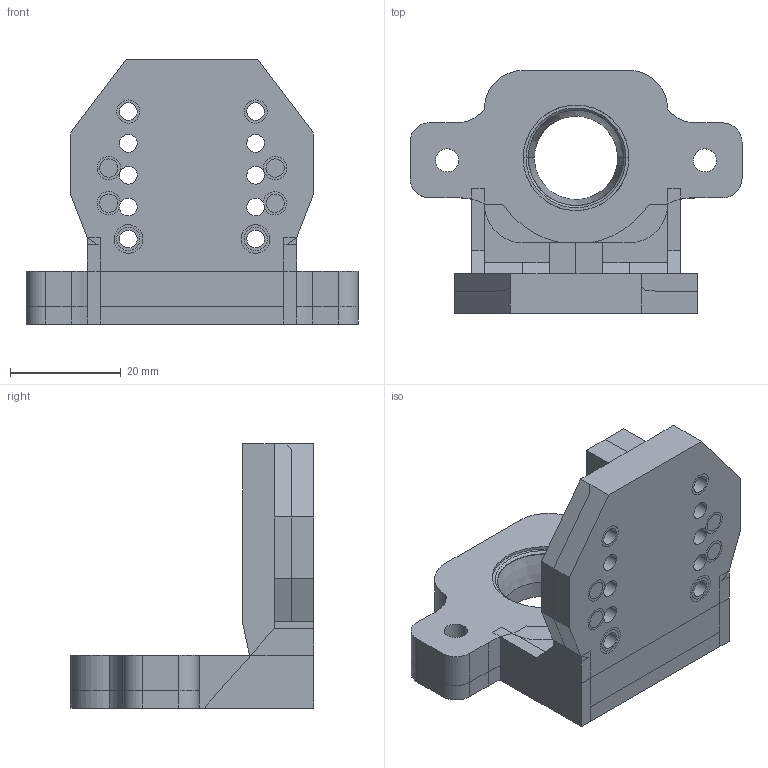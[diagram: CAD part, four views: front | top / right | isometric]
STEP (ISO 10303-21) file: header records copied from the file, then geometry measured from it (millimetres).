
FILE_DESCRIPTION(/* description */ (''),/* implementation_level */ '2;1');
FILE_NAME(/* name */ 'CLAYEX~1',/* time_stamp */ '2016-09-14T14:20:42-04:00',/* author */ (''),/* organization */ (''),/* preprocessor_version */ 'ST-DEVELOPER v15',/* originating_system */ '',/* authorisation */ '');
FILE_SCHEMA (('AUTOMOTIVE_DESIGN'));
Length unit declared in the file: millimetre
Products named in the file (1): Document
Bounding box: 59.92 x 43.87 x 47.69 mm (x, y, z)
Volume: 27941 mm3; surface area: 10405.3 mm2
Topology: 1 solids, 1 shells, 185 faces, 445 edges, 284 vertices
Faces by surface type: plane 109, bspline 76
Entity records: 5446 total; most frequent: CARTESIAN_POINT 2602, ORIENTED_EDGE 890, EDGE_CURVE 445, VERTEX_POINT 284, EDGE_LOOP 235, B_SPLINE_CURVE_WITH_KNOTS 215, ADVANCED_FACE 185, FACE_OUTER_BOUND 185
